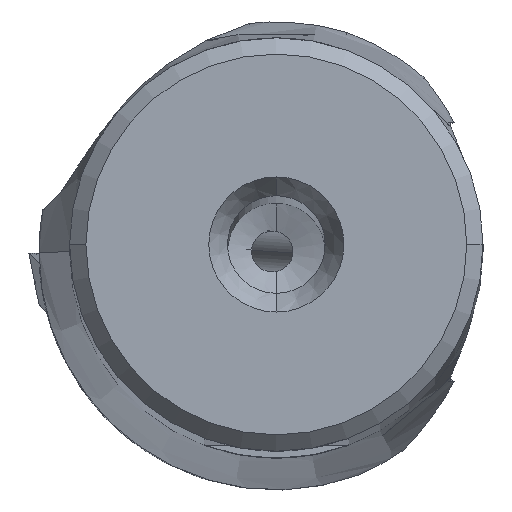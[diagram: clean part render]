
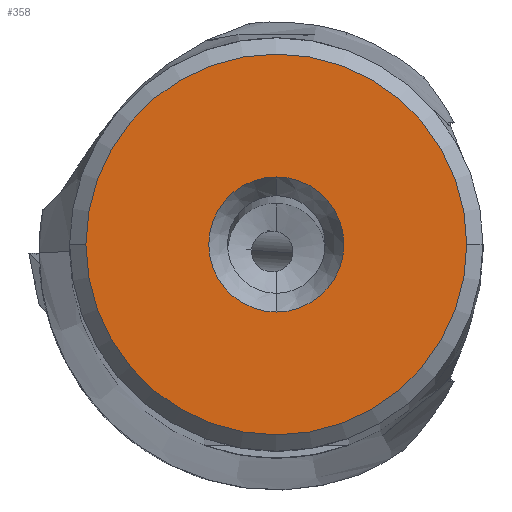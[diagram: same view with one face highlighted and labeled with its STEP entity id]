
A CAD part, top view. The second image highlights one B-rep face of the part: STEP entity #358.
In plain terms, the highlighted planar face has unit normal (0, 0, 1).
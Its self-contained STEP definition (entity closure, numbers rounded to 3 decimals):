
#358=ADVANCED_FACE('',(#510,#511),#470,.T.);
#470=PLANE('',#2364);
#510=FACE_BOUND('',#538,.T.);
#511=FACE_BOUND('',#539,.T.);
#538=EDGE_LOOP('',(#725,#726,#727,#728));
#539=EDGE_LOOP('',(#729,#730));
#725=ORIENTED_EDGE('',*,*,#1568,.F.);
#726=ORIENTED_EDGE('',*,*,#1569,.F.);
#727=ORIENTED_EDGE('',*,*,#1570,.F.);
#728=ORIENTED_EDGE('',*,*,#1571,.F.);
#729=ORIENTED_EDGE('',*,*,#1572,.F.);
#730=ORIENTED_EDGE('',*,*,#1573,.F.);
#1337=VERTEX_POINT('',#3325);
#1338=VERTEX_POINT('',#3326);
#1339=VERTEX_POINT('',#3328);
#1340=VERTEX_POINT('',#3330);
#1341=VERTEX_POINT('',#3333);
#1342=VERTEX_POINT('',#3334);
#1568=EDGE_CURVE('',#1337,#1338,#1881,.T.);
#1569=EDGE_CURVE('',#1339,#1337,#1882,.T.);
#1570=EDGE_CURVE('',#1340,#1339,#1883,.T.);
#1571=EDGE_CURVE('',#1338,#1340,#1884,.T.);
#1572=EDGE_CURVE('',#1341,#1342,#1885,.T.);
#1573=EDGE_CURVE('',#1342,#1341,#1886,.T.);
#1881=CIRCLE('',#2358,11.7);
#1882=CIRCLE('',#2359,11.7);
#1883=CIRCLE('',#2360,11.7);
#1884=CIRCLE('',#2361,11.7);
#1885=CIRCLE('',#2362,4.15);
#1886=CIRCLE('',#2363,4.15);
#2358=AXIS2_PLACEMENT_3D('',#3324,#2692,#2693);
#2359=AXIS2_PLACEMENT_3D('',#3327,#2694,#2695);
#2360=AXIS2_PLACEMENT_3D('',#3329,#2696,#2697);
#2361=AXIS2_PLACEMENT_3D('',#3331,#2698,#2699);
#2362=AXIS2_PLACEMENT_3D('',#3332,#2700,#2701);
#2363=AXIS2_PLACEMENT_3D('',#3335,#2702,#2703);
#2364=AXIS2_PLACEMENT_3D('',#3336,#2704,#2705);
#2692=DIRECTION('',(0.,0.,-1.));
#2693=DIRECTION('',(0.,1.,0.));
#2694=DIRECTION('',(0.,0.,-1.));
#2695=DIRECTION('',(-1.,0.,0.));
#2696=DIRECTION('',(0.,0.,-1.));
#2697=DIRECTION('',(0.,-1.,0.));
#2698=DIRECTION('',(0.,0.,-1.));
#2699=DIRECTION('',(1.,0.,0.));
#2700=DIRECTION('',(0.,0.,1.));
#2701=DIRECTION('',(0.,-1.,0.));
#2702=DIRECTION('',(0.,0.,1.));
#2703=DIRECTION('',(0.,1.,0.));
#2704=DIRECTION('',(0.,0.,1.));
#2705=DIRECTION('',(1.,0.,0.));
#3324=CARTESIAN_POINT('',(0.,0.,0.));
#3325=CARTESIAN_POINT('',(0.,11.7,0.));
#3326=CARTESIAN_POINT('',(11.7,0.,0.));
#3327=CARTESIAN_POINT('',(0.,0.,0.));
#3328=CARTESIAN_POINT('',(-11.7,0.,0.));
#3329=CARTESIAN_POINT('',(0.,0.,0.));
#3330=CARTESIAN_POINT('',(0.,-11.7,0.));
#3331=CARTESIAN_POINT('',(0.,0.,0.));
#3332=CARTESIAN_POINT('',(0.,0.,0.));
#3333=CARTESIAN_POINT('',(0.,-4.15,0.));
#3334=CARTESIAN_POINT('',(0.,4.15,0.));
#3335=CARTESIAN_POINT('',(0.,0.,0.));
#3336=CARTESIAN_POINT('',(0.,0.,0.));
